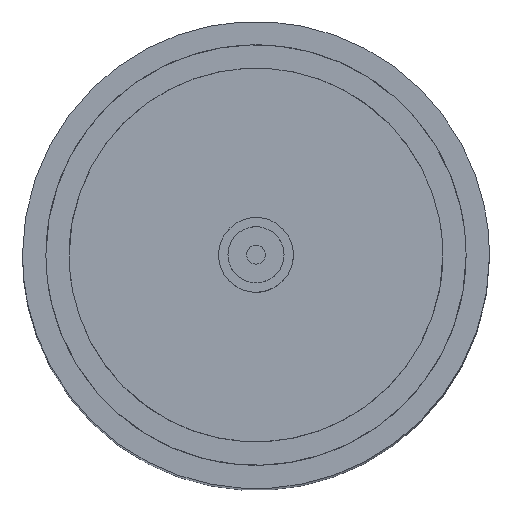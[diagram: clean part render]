
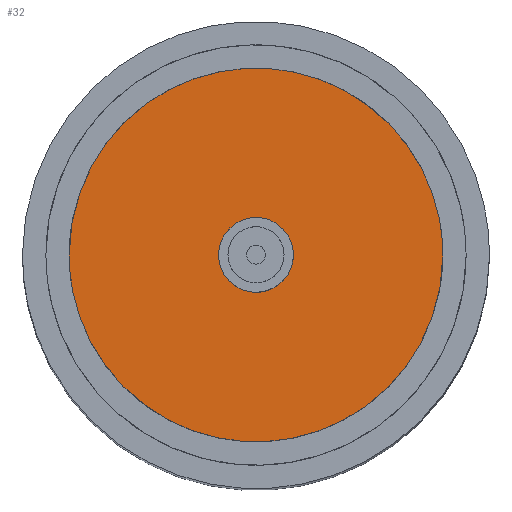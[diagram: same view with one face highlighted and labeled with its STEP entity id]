
A CAD part, top view. The second image highlights one B-rep face of the part: STEP entity #32.
In plain terms, the highlighted free-form (B-spline) face has degree [1, 1] with [2, 2] control points.
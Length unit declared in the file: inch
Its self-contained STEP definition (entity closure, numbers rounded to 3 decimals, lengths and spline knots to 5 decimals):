
#17=FACE_BOUND('',#78,.T.);
#32=ADVANCED_FACE('',(#53,#17),#242,.T.);
#53=FACE_OUTER_BOUND('',#77,.T.);
#77=EDGE_LOOP('',(#135,#136));
#78=EDGE_LOOP('',(#137,#138));
#135=ORIENTED_EDGE('',*,*,#192,.F.);
#136=ORIENTED_EDGE('',*,*,#193,.F.);
#137=ORIENTED_EDGE('',*,*,#194,.F.);
#138=ORIENTED_EDGE('',*,*,#195,.F.);
#192=EDGE_CURVE('',#226,#225,#273,.T.);
#193=EDGE_CURVE('',#225,#226,#274,.T.);
#194=EDGE_CURVE('',#227,#228,#275,.T.);
#195=EDGE_CURVE('',#228,#227,#276,.T.);
#225=VERTEX_POINT('',#752);
#226=VERTEX_POINT('',#753);
#227=VERTEX_POINT('',#754);
#228=VERTEX_POINT('',#755);
#242=B_SPLINE_SURFACE_WITH_KNOTS('',1,1,((#674,#675),(#676,#677)),.UNSPECIFIED.,
.F.,.F.,.F.,(2,2),(2,2),(-4.08,4.08),(-4.08,4.08),.UNSPECIFIED.);
#273=(
BOUNDED_CURVE()
B_SPLINE_CURVE(2,(#475,#476,#477,#478,#479),.UNSPECIFIED.,.F.,.F.)
B_SPLINE_CURVE_WITH_KNOTS((3,2,3),(-12.56637,-6.28319,0.),
.UNSPECIFIED.)
CURVE()
GEOMETRIC_REPRESENTATION_ITEM()
RATIONAL_B_SPLINE_CURVE((1.,0.707,1.,0.707,1.))
REPRESENTATION_ITEM('')
);
#274=(
BOUNDED_CURVE()
B_SPLINE_CURVE(2,(#480,#481,#482,#483,#484),.UNSPECIFIED.,.F.,.F.)
B_SPLINE_CURVE_WITH_KNOTS((3,2,3),(0.,6.28319,12.56637),
.UNSPECIFIED.)
CURVE()
GEOMETRIC_REPRESENTATION_ITEM()
RATIONAL_B_SPLINE_CURVE((1.,0.707,1.,0.707,1.))
REPRESENTATION_ITEM('')
);
#275=(
BOUNDED_CURVE()
B_SPLINE_CURVE(2,(#485,#486,#487,#488,#489),.UNSPECIFIED.,.F.,.F.)
B_SPLINE_CURVE_WITH_KNOTS((3,2,3),(0.,1.25664,2.51327),
.UNSPECIFIED.)
CURVE()
GEOMETRIC_REPRESENTATION_ITEM()
RATIONAL_B_SPLINE_CURVE((1.,0.707,1.,0.707,1.))
REPRESENTATION_ITEM('')
);
#276=(
BOUNDED_CURVE()
B_SPLINE_CURVE(2,(#490,#491,#492,#493,#494),.UNSPECIFIED.,.F.,.F.)
B_SPLINE_CURVE_WITH_KNOTS((3,2,3),(-2.51327,-1.25664,0.),
.UNSPECIFIED.)
CURVE()
GEOMETRIC_REPRESENTATION_ITEM()
RATIONAL_B_SPLINE_CURVE((1.,0.707,1.,0.707,1.))
REPRESENTATION_ITEM('')
);
#475=CARTESIAN_POINT('',(-4.2,0.,1.));
#476=CARTESIAN_POINT('',(-4.2,4.,1.));
#477=CARTESIAN_POINT('',(-0.2,4.,1.));
#478=CARTESIAN_POINT('',(3.8,4.,1.));
#479=CARTESIAN_POINT('',(3.8,0.,1.));
#480=CARTESIAN_POINT('',(3.8,0.,1.));
#481=CARTESIAN_POINT('',(3.8,-4.,1.));
#482=CARTESIAN_POINT('',(-0.2,-4.,1.));
#483=CARTESIAN_POINT('',(-4.2,-4.,1.));
#484=CARTESIAN_POINT('',(-4.2,0.,1.));
#485=CARTESIAN_POINT('',(0.6,0.,1.));
#486=CARTESIAN_POINT('',(0.6,0.8,1.));
#487=CARTESIAN_POINT('',(-0.2,0.8,1.));
#488=CARTESIAN_POINT('',(-1.,0.8,1.));
#489=CARTESIAN_POINT('',(-1.,0.,1.));
#490=CARTESIAN_POINT('',(-1.,0.,1.));
#491=CARTESIAN_POINT('',(-1.,-0.8,1.));
#492=CARTESIAN_POINT('',(-0.2,-0.8,1.));
#493=CARTESIAN_POINT('',(0.6,-0.8,1.));
#494=CARTESIAN_POINT('',(0.6,0.,1.));
#674=CARTESIAN_POINT('',(3.88,-4.08,1.));
#675=CARTESIAN_POINT('',(-4.28,-4.08,1.));
#676=CARTESIAN_POINT('',(3.88,4.08,1.));
#677=CARTESIAN_POINT('',(-4.28,4.08,1.));
#752=CARTESIAN_POINT('',(3.8,0.,1.));
#753=CARTESIAN_POINT('',(-4.2,0.,1.));
#754=CARTESIAN_POINT('',(0.6,0.,1.));
#755=CARTESIAN_POINT('',(-1.,0.,1.));
